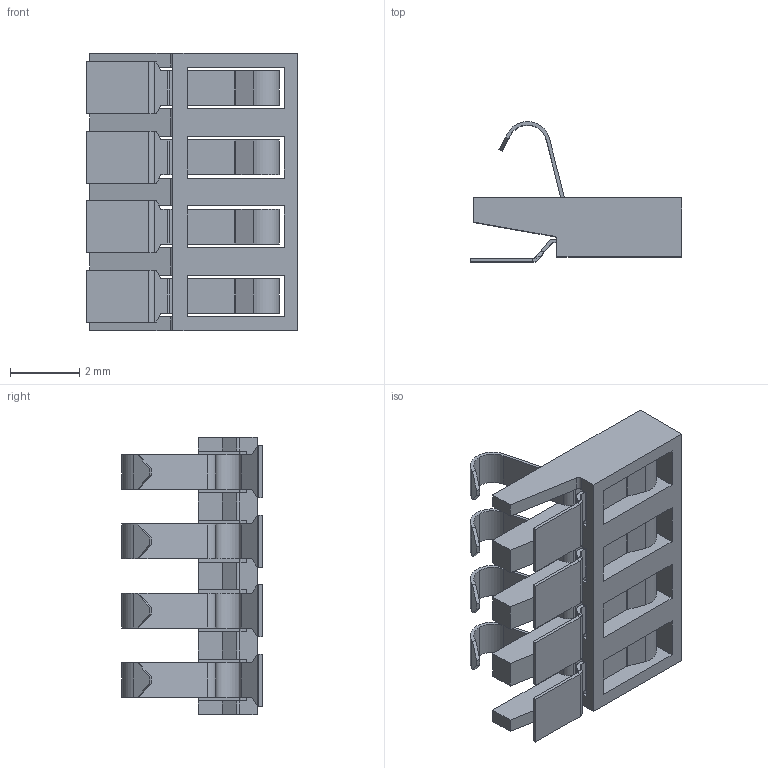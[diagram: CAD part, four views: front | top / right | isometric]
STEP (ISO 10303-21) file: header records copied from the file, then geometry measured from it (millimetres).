
FILE_DESCRIPTION(('FreeCAD Model'),'2;1');
FILE_NAME('Open CASCADE Shape Model','2025-01-30T06:13:00',('FreeCAD'),( 'FreeCAD'),'Open CASCADE STEP processor 7.7','FreeCAD','Unknown');
FILE_SCHEMA(('AUTOMOTIVE_DESIGN { 1 0 10303 214 1 1 1 1 }'));
Length unit declared in the file: millimetre
Products named in the file (1): Open CASCADE STEP translator 7.7 1
Bounding box: 6.1 x 4.05 x 8 mm (x, y, z)
Volume: 36.1 mm3; surface area: 276.1 mm2
Topology: 1 solids, 1 shells, 225 faces, 649 edges, 422 vertices
Faces by surface type: plane 144, cylinder 73, bspline 8
Full cylindrical faces by diameter (mm): 0.1 x4
Entity records: 7447 total; most frequent: CARTESIAN_POINT 1425, ORIENTED_EDGE 1298, DIRECTION 1223, EDGE_CURVE 649, LINE 463, VECTOR 463, VERTEX_POINT 422, AXIS2_PLACEMENT_3D 380
